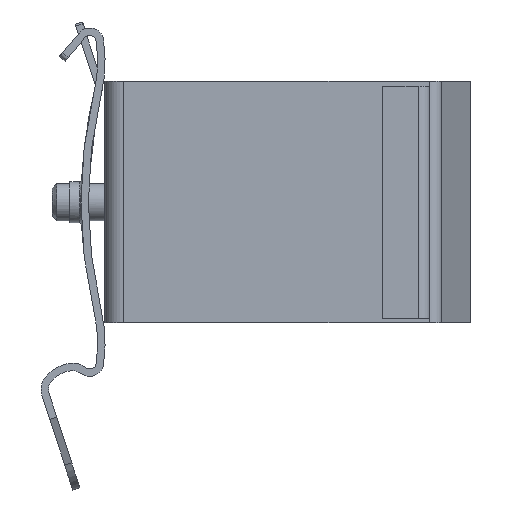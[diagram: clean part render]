
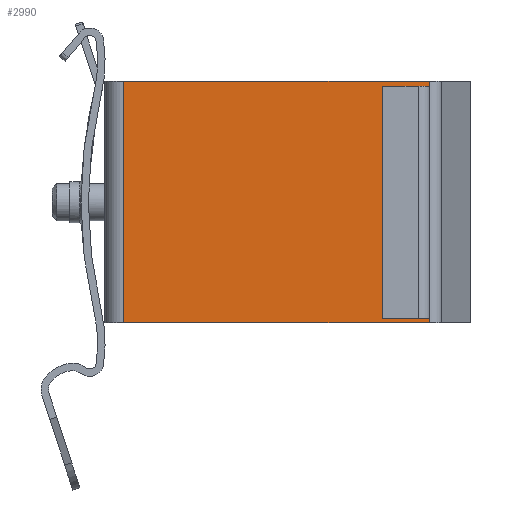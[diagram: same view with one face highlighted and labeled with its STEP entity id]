
A CAD part, front view. The second image highlights one B-rep face of the part: STEP entity #2990.
In plain terms, the highlighted planar face has unit normal (0, -1, 0).
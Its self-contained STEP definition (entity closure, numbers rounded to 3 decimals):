
#411=DIRECTION('',(1.,0.,0.));
#412=VECTOR('',#411,32.917);
#413=CARTESIAN_POINT('',(-16.384,-11.333,13.));
#414=LINE('',#413,#412);
#415=DIRECTION('',(0.,0.,-1.));
#416=VECTOR('',#415,0.5);
#417=CARTESIAN_POINT('',(16.533,-11.333,13.));
#418=LINE('',#417,#416);
#419=DIRECTION('',(0.,0.,-1.));
#420=VECTOR('',#419,25.);
#421=CARTESIAN_POINT('',(11.533,-11.333,12.5));
#422=LINE('',#421,#420);
#423=DIRECTION('',(1.,0.,0.));
#424=VECTOR('',#423,5.);
#425=CARTESIAN_POINT('',(11.533,-11.333,-12.5));
#426=LINE('',#425,#424);
#427=DIRECTION('',(0.,0.,-1.));
#428=VECTOR('',#427,0.5);
#429=CARTESIAN_POINT('',(16.533,-11.333,-12.5));
#430=LINE('',#429,#428);
#431=DIRECTION('',(-1.,0.,0.));
#432=VECTOR('',#431,32.917);
#433=CARTESIAN_POINT('',(16.533,-11.333,-13.));
#434=LINE('',#433,#432);
#810=DIRECTION('',(0.,0.,-1.));
#811=VECTOR('',#810,26.);
#812=CARTESIAN_POINT('',(-16.384,-11.333,13.));
#813=LINE('',#812,#811);
#854=DIRECTION('',(1.,0.,0.));
#855=VECTOR('',#854,5.);
#856=CARTESIAN_POINT('',(11.533,-11.333,12.5));
#857=LINE('',#856,#855);
#1951=CARTESIAN_POINT('',(-16.384,-11.333,-13.));
#1952=VERTEX_POINT('',#1951);
#1954=CARTESIAN_POINT('',(16.533,-11.333,-13.));
#1956=VERTEX_POINT('',#1954);
#2051=CARTESIAN_POINT('',(16.533,-11.333,13.));
#2052=VERTEX_POINT('',#2051);
#2053=CARTESIAN_POINT('',(-16.384,-11.333,13.));
#2055=VERTEX_POINT('',#2053);
#2167=CARTESIAN_POINT('',(16.533,-11.333,-12.5));
#2169=VERTEX_POINT('',#2167);
#2172=CARTESIAN_POINT('',(16.533,-11.333,12.5));
#2173=VERTEX_POINT('',#2172);
#2175=CARTESIAN_POINT('',(11.533,-11.333,-12.5));
#2177=VERTEX_POINT('',#2175);
#2178=CARTESIAN_POINT('',(11.533,-11.333,12.5));
#2179=VERTEX_POINT('',#2178);
#2972=CARTESIAN_POINT('',(0.074,-11.333,0.));
#2973=DIRECTION('',(0.,1.,0.));
#2974=DIRECTION('',(1.,0.,0.));
#2975=AXIS2_PLACEMENT_3D('',#2972,#2973,#2974);
#2976=PLANE('',#2975);
#2978=ORIENTED_EDGE('',*,*,#2977,.T.);
#2979=ORIENTED_EDGE('',*,*,#2931,.T.);
#2981=ORIENTED_EDGE('',*,*,#2980,.F.);
#2982=ORIENTED_EDGE('',*,*,#2963,.T.);
#2983=ORIENTED_EDGE('',*,*,#2952,.T.);
#2984=ORIENTED_EDGE('',*,*,#2937,.T.);
#2985=ORIENTED_EDGE('',*,*,#2476,.T.);
#2987=ORIENTED_EDGE('',*,*,#2986,.F.);
#2988=EDGE_LOOP('',(#2978,#2979,#2981,#2982,#2983,#2984,#2985,#2987));
#2989=FACE_OUTER_BOUND('',#2988,.F.);
#2476=EDGE_CURVE('',#1956,#1952,#434,.T.);
#2931=EDGE_CURVE('',#2052,#2173,#418,.T.);
#2937=EDGE_CURVE('',#2169,#1956,#430,.T.);
#2952=EDGE_CURVE('',#2177,#2169,#426,.T.);
#2963=EDGE_CURVE('',#2179,#2177,#422,.T.);
#2977=EDGE_CURVE('',#2055,#2052,#414,.T.);
#2980=EDGE_CURVE('',#2179,#2173,#857,.T.);
#2986=EDGE_CURVE('',#2055,#1952,#813,.T.);
#2990=ADVANCED_FACE('',(#2989),#2976,.F.);
